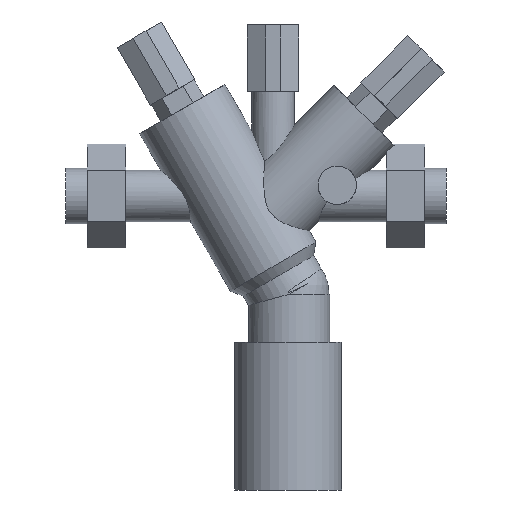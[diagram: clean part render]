
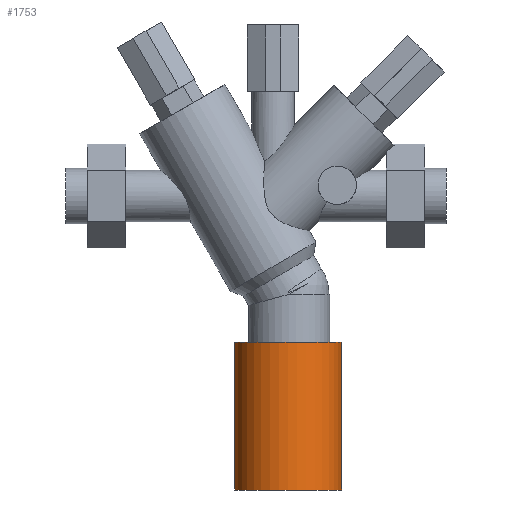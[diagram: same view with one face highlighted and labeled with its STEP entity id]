
A CAD part, front view. The second image highlights one B-rep face of the part: STEP entity #1753.
In plain terms, the highlighted cylindrical face has radius 25 mm (diameter 50 mm), a partial arc.
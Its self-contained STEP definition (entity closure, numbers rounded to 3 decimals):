
#667=VERTEX_POINT('',#1907);
#771=VERTEX_POINT('',#2024);
#1003=EDGE_CURVE('',#667,#1693,#2278,.T.);
#1365=EDGE_CURVE('',#667,#1593,#2672,.T.);
#1593=VERTEX_POINT('',#2928);
#1693=VERTEX_POINT('',#3038);
#1753=ADVANCED_FACE('',(#3106),#3107,.T.);
#1849=EDGE_CURVE('',#771,#1693,#3210,.T.);
#1853=EDGE_CURVE('',#771,#1593,#3214,.T.);
#1907=CARTESIAN_POINT('',(-18.0,0.0,-68.5));
#2024=CARTESIAN_POINT('',(32.0,0.,-137.5));
#2278=CIRCLE('',#5754,25.0);
#2672=LINE('',#8045,#8046);
#2928=CARTESIAN_POINT('',(-18.0,0.0,-137.5));
#3038=CARTESIAN_POINT('',(32.0,0.,-68.5));
#3106=FACE_OUTER_BOUND('',#9009,.T.);
#3107=CYLINDRICAL_SURFACE('',#9010,25.0);
#3210=LINE('',#9175,#9176);
#3214=CIRCLE('',#9183,25.0);
#5754=AXIS2_PLACEMENT_3D('',#9621,#9622,#9623);
#8045=CARTESIAN_POINT('',(-18.0,0.,-103.0));
#8046=VECTOR('',#10031,1.0);
#9009=EDGE_LOOP('',(#10548,#10549,#10550,#10551));
#9010=AXIS2_PLACEMENT_3D('',#10552,#10553,#10554);
#9175=CARTESIAN_POINT('',(32.0,0.,-103.0));
#9176=VECTOR('',#10634,1.0);
#9183=AXIS2_PLACEMENT_3D('',#10636,#10637,#10638);
#9621=CARTESIAN_POINT('',(7.0,0.0,-68.5));
#9622=DIRECTION('',(0.0,0.0,1.0));
#9623=DIRECTION('',(-1.0,0.0,0.0));
#10031=DIRECTION('',(0.0,0.0,-1.0));
#10548=ORIENTED_EDGE('',*,*,#1365,.T.);
#10549=ORIENTED_EDGE('',*,*,#1853,.F.);
#10550=ORIENTED_EDGE('',*,*,#1849,.T.);
#10551=ORIENTED_EDGE('',*,*,#1003,.F.);
#10552=CARTESIAN_POINT('',(7.0,0.0,-103.0));
#10553=DIRECTION('',(0.0,0.0,1.0));
#10554=DIRECTION('',(-1.0,0.0,0.0));
#10634=DIRECTION('',(0.0,0.0,1.0));
#10636=CARTESIAN_POINT('',(7.0,0.0,-137.5));
#10637=DIRECTION('',(0.0,0.0,-1.0));
#10638=DIRECTION('',(-1.0,0.0,0.0));
